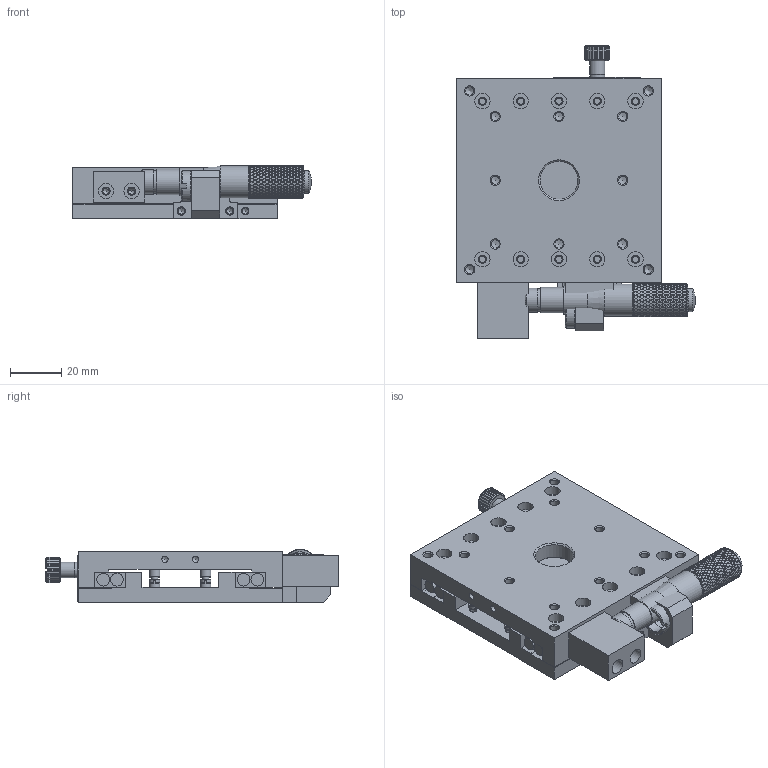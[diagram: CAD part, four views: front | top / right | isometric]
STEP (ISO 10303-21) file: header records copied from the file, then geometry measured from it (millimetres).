
FILE_DESCRIPTION (( 'STEP AP203' ), '1' );
FILE_NAME ('528850.STEP', '2024-10-16T08:39:25', ( 'Windows User' ), ( 'P R C' ), 'SwSTEP 2.0', 'SolidWorks 2020', '' );
FILE_SCHEMA (( 'CONFIG_CONTROL_DESIGN' ));
Length unit declared in the file: millimetre
Products named in the file (1): 528850
Bounding box: 93.35 x 114.8 x 20.9 mm (x, y, z)
Volume: 118756.5 mm3; surface area: 50317.6 mm2
Topology: 3 solids, 9 shells, 3377 faces, 7107 edges, 3825 vertices
Faces by surface type: bspline 2162, cylinder 768, plane 279, cone 160, torus 8
Full cylindrical faces by diameter (mm): 1.567 x10, 2.013 x3, 2.459 x24, 2.499 x2, 2.5 x22, 3 x1, 3.2 x17, 3.242 x12, 3.969 x2, 3.97 x2, 3.999 x2, 4 x2, 4.4 x20, 4.5 x4, 5 x8, 6 x14, 6.35 x1, 8 x4, 8.888 x1, 9 x2, 9.5 x1, 10 x2, 11 x1, 12 x1, 12.5 x1, 14.917 x1
Entity records: 154687 total; most frequent: CARTESIAN_POINT 109008, ORIENTED_EDGE 13522, EDGE_CURVE 6761, DIRECTION 4152, EDGE_LOOP 3774, VERTEX_POINT 3739, FACE_OUTER_BOUND 3537, ADVANCED_FACE 3377
